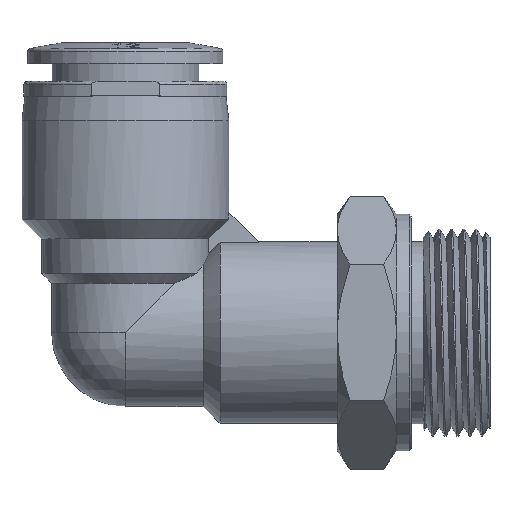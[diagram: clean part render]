
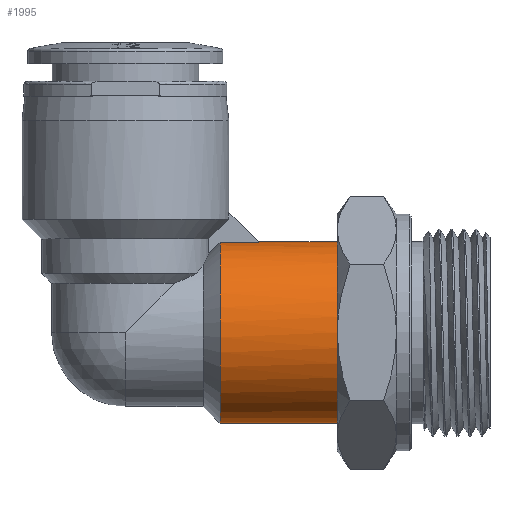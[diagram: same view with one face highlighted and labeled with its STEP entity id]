
A CAD part, top view. The second image highlights one B-rep face of the part: STEP entity #1995.
In plain terms, the highlighted cylindrical face has radius 9.2 mm (diameter 18.4 mm), a partial arc.
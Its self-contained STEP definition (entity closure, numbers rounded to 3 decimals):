
#668=CARTESIAN_POINT('',(21.5,-24.,0.));
#669=DIRECTION('',(-1.,0.,0.));
#670=DIRECTION('',(0.,-1.,0.));
#671=AXIS2_PLACEMENT_3D('',#668,#669,#670);
#688=DIRECTION('',(1.,0.,0.));
#689=VECTOR('',#688,3.9);
#690=CARTESIAN_POINT('',(9.6,-14.855,1.));
#691=LINE('',#690,#689);
#692=DIRECTION('',(-1.,0.,0.));
#693=VECTOR('',#692,11.9);
#694=CARTESIAN_POINT('',(21.5,-33.2,0.));
#695=LINE('',#694,#693);
#794=CARTESIAN_POINT('',(9.6,-24.,0.));
#795=DIRECTION('',(1.,0.,0.));
#796=DIRECTION('',(0.,0.994,0.109));
#797=AXIS2_PLACEMENT_3D('',#794,#795,#796);
#906=DIRECTION('',(-1.,0.,0.));
#907=VECTOR('',#906,8.);
#908=CARTESIAN_POINT('',(21.5,-14.8,0.));
#909=LINE('',#908,#907);
#940=CARTESIAN_POINT('',(13.5,-24.,0.));
#941=DIRECTION('',(1.,0.,0.));
#942=DIRECTION('',(0.,1.,0.));
#943=AXIS2_PLACEMENT_3D('',#940,#941,#942);
#1098=CARTESIAN_POINT('',(21.5,-33.2,0.));
#1099=CARTESIAN_POINT('',(21.5,-14.8,0.));
#1100=VERTEX_POINT('',#1098);
#1101=VERTEX_POINT('',#1099);
#1102=CARTESIAN_POINT('',(9.6,-14.855,1.));
#1103=CARTESIAN_POINT('',(13.5,-14.855,1.));
#1104=VERTEX_POINT('',#1102);
#1105=VERTEX_POINT('',#1103);
#1106=CARTESIAN_POINT('',(13.5,-14.8,0.));
#1107=VERTEX_POINT('',#1106);
#1108=CARTESIAN_POINT('',(9.6,-33.2,0.));
#1109=VERTEX_POINT('',#1108);
#1977=CARTESIAN_POINT('',(-1.075,-24.,0.));
#1978=DIRECTION('',(1.,0.,0.));
#1979=DIRECTION('',(0.,-1.,0.));
#1980=AXIS2_PLACEMENT_3D('',#1977,#1978,#1979);
#1981=CYLINDRICAL_SURFACE('',#1980,9.2);
#1983=ORIENTED_EDGE('',*,*,#1982,.T.);
#1985=ORIENTED_EDGE('',*,*,#1984,.F.);
#1987=ORIENTED_EDGE('',*,*,#1986,.F.);
#1988=ORIENTED_EDGE('',*,*,#1965,.F.);
#1990=ORIENTED_EDGE('',*,*,#1989,.T.);
#1992=ORIENTED_EDGE('',*,*,#1991,.F.);
#1993=EDGE_LOOP('',(#1983,#1985,#1987,#1988,#1990,#1992));
#1994=FACE_OUTER_BOUND('',#1993,.F.);
#1995=ADVANCED_FACE('',(#1994),#1981,.T.);
#672=CIRCLE('',#671,9.2);
#798=CIRCLE('',#797,9.2);
#944=CIRCLE('',#943,9.2);
#1965=EDGE_CURVE('',#1100,#1101,#672,.T.);
#1982=EDGE_CURVE('',#1104,#1105,#691,.T.);
#1984=EDGE_CURVE('',#1107,#1105,#944,.T.);
#1986=EDGE_CURVE('',#1101,#1107,#909,.T.);
#1989=EDGE_CURVE('',#1100,#1109,#695,.T.);
#1991=EDGE_CURVE('',#1104,#1109,#798,.T.);
